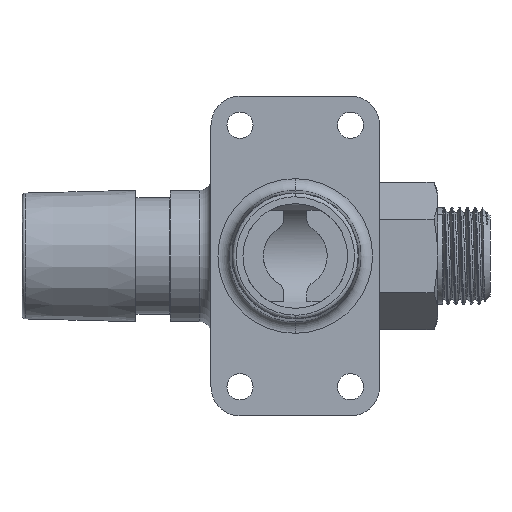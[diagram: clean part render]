
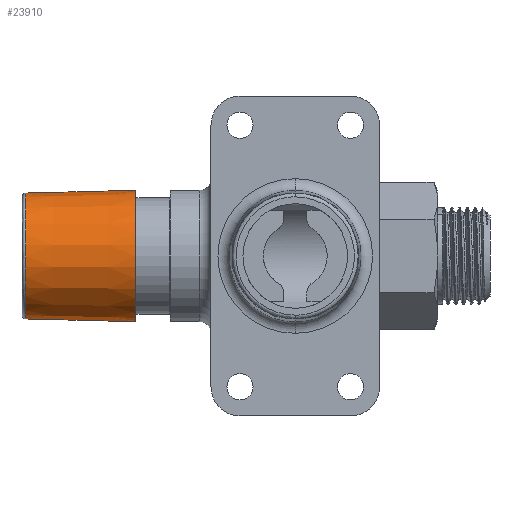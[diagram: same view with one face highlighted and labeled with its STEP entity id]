
A CAD part, front view. The second image highlights one B-rep face of the part: STEP entity #23910.
In plain terms, the highlighted conical face has half-angle 1.432 degrees and reference radius 11.297 mm.
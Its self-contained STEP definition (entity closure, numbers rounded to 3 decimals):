
#902 = EDGE_LOOP ( 'NONE', ( #6786, #18422, #22190, #3007 ) ) ;
#1290 = AXIS2_PLACEMENT_3D ( 'NONE', #12771, #18511, #10553 ) ;
#1581 = DIRECTION ( 'NONE',  ( 1., 0., 0.025 ) ) ;
#2210 = DIRECTION ( 'NONE',  ( 0., 0., -1. ) ) ;
#3007 = ORIENTED_EDGE ( 'NONE', *, *, #25357, .T. ) ;
#3616 = AXIS2_PLACEMENT_3D ( 'NONE', #28496, #15338, #2210 ) ;
#4776 = VERTEX_POINT ( 'NONE', #25619 ) ;
#5524 = VECTOR ( 'NONE', #1581, 1000. ) ;
#6151 = CONICAL_SURFACE ( 'NONE', #1290, 11.297, 0.025 ) ;
#6786 = ORIENTED_EDGE ( 'NONE', *, *, #19013, .F. ) ;
#10553 = DIRECTION ( 'NONE',  ( 0., 0., -1. ) ) ;
#11341 = LINE ( 'NONE', #12535, #5524 ) ;
#12089 = VECTOR ( 'NONE', #16117, 1000. ) ;
#12179 = EDGE_CURVE ( 'NONE', #25484, #4776, #22408, .T. ) ;
#12295 = DIRECTION ( 'NONE',  ( -1., 0., 0. ) ) ;
#12535 = CARTESIAN_POINT ( 'NONE',  ( -71., 0., 11.297 ) ) ;
#12673 = FACE_OUTER_BOUND ( 'NONE', #902, .T. ) ;
#12771 = CARTESIAN_POINT ( 'NONE',  ( -71., 0., 0. ) ) ;
#13919 = CARTESIAN_POINT ( 'NONE',  ( -71., 0., -11.297 ) ) ;
#15338 = DIRECTION ( 'NONE',  ( 1., 0., 0. ) ) ;
#16117 = DIRECTION ( 'NONE',  ( 1., 0., -0.025 ) ) ;
#17897 = LINE ( 'NONE', #13919, #12089 ) ;
#18422 = ORIENTED_EDGE ( 'NONE', *, *, #12179, .T. ) ;
#18511 = DIRECTION ( 'NONE',  ( 1., 0., 0. ) ) ;
#19013 = EDGE_CURVE ( 'NONE', #25484, #19479, #11341, .T. ) ;
#19479 = VERTEX_POINT ( 'NONE', #27168 ) ;
#21911 = CIRCLE ( 'NONE', #27225, 11.297 ) ;
#22190 = ORIENTED_EDGE ( 'NONE', *, *, #28071, .T. ) ;
#22408 = CIRCLE ( 'NONE', #3616, 10.826 ) ;
#23910 = ADVANCED_FACE ( 'NONE', ( #12673 ), #6151, .T. ) ;
#25357 = EDGE_CURVE ( 'NONE', #25683, #19479, #21911, .T. ) ;
#25410 = CARTESIAN_POINT ( 'NONE',  ( -71., 0., 0. ) ) ;
#25484 = VERTEX_POINT ( 'NONE', #25516 ) ;
#25516 = CARTESIAN_POINT ( 'NONE',  ( -89.866, 0., 10.826 ) ) ;
#25619 = CARTESIAN_POINT ( 'NONE',  ( -89.866, 0., -10.826 ) ) ;
#25683 = VERTEX_POINT ( 'NONE', #28018 ) ;
#27168 = CARTESIAN_POINT ( 'NONE',  ( -71., 0., 11.297 ) ) ;
#27225 = AXIS2_PLACEMENT_3D ( 'NONE', #25410, #12295, #27630 ) ;
#27630 = DIRECTION ( 'NONE',  ( 0., 0., -1. ) ) ;
#28018 = CARTESIAN_POINT ( 'NONE',  ( -71., 0., -11.297 ) ) ;
#28071 = EDGE_CURVE ( 'NONE', #4776, #25683, #17897, .T. ) ;
#28496 = CARTESIAN_POINT ( 'NONE',  ( -89.866, 0., 0. ) ) ;
